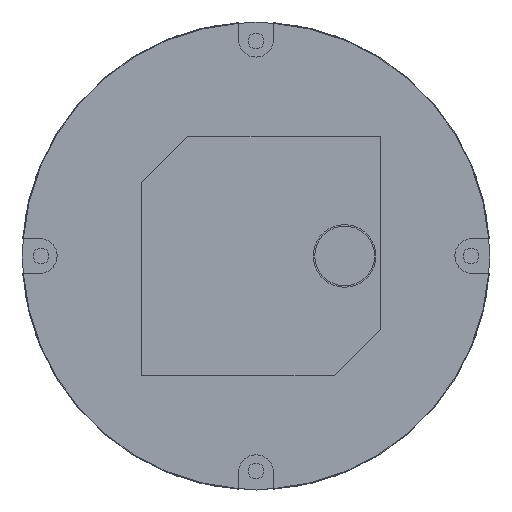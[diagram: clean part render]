
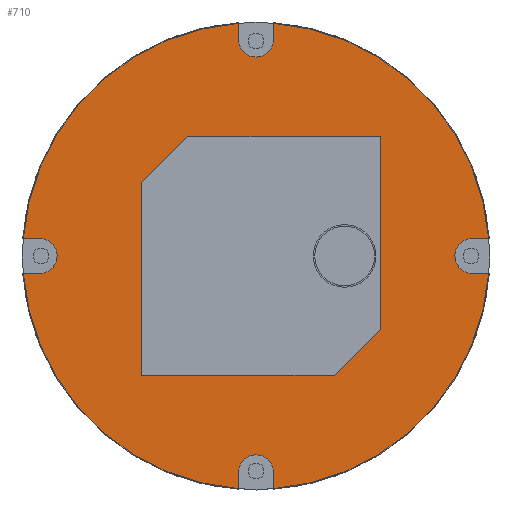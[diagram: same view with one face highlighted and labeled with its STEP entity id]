
A CAD part, top view. The second image highlights one B-rep face of the part: STEP entity #710.
In plain terms, the highlighted planar face has unit normal (0, 0, 1).
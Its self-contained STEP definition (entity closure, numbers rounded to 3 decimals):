
#710=ADVANCED_FACE('',(#1438,#1439),#1440,.T.);
#1438=FACE_BOUND('',#2184,.T.);
#1439=FACE_OUTER_BOUND('',#2185,.T.);
#1440=PLANE('',#2186);
#2184=EDGE_LOOP('',(#3993,#3994,#3995,#3996,#3997,#3998));
#2185=EDGE_LOOP('',(#3999,#4000,#4001,#4002,#4003,#4004,#4005,#4006,#4007,#4008,#4009,#4010,#4011,#4012,#4013,#4014,#4015,#4016,#4017,#4018));
#2186=AXIS2_PLACEMENT_3D('',#4019,#4020,#4021);
#3993=ORIENTED_EDGE('',*,*,#4718,.T.);
#3994=ORIENTED_EDGE('',*,*,#4722,.T.);
#3995=ORIENTED_EDGE('',*,*,#4726,.T.);
#3996=ORIENTED_EDGE('',*,*,#4705,.T.);
#3997=ORIENTED_EDGE('',*,*,#4710,.T.);
#3998=ORIENTED_EDGE('',*,*,#4714,.T.);
#3999=ORIENTED_EDGE('',*,*,#4729,.T.);
#4000=ORIENTED_EDGE('',*,*,#4759,.T.);
#4001=ORIENTED_EDGE('',*,*,#4786,.T.);
#4002=ORIENTED_EDGE('',*,*,#4686,.T.);
#4003=ORIENTED_EDGE('',*,*,#4788,.T.);
#4004=ORIENTED_EDGE('',*,*,#4783,.T.);
#4005=ORIENTED_EDGE('',*,*,#4780,.T.);
#4006=ORIENTED_EDGE('',*,*,#4775,.T.);
#4007=ORIENTED_EDGE('',*,*,#4691,.T.);
#4008=ORIENTED_EDGE('',*,*,#4778,.T.);
#4009=ORIENTED_EDGE('',*,*,#4772,.T.);
#4010=ORIENTED_EDGE('',*,*,#4769,.T.);
#4011=ORIENTED_EDGE('',*,*,#4764,.T.);
#4012=ORIENTED_EDGE('',*,*,#4696,.T.);
#4013=ORIENTED_EDGE('',*,*,#4767,.T.);
#4014=ORIENTED_EDGE('',*,*,#4761,.T.);
#4015=ORIENTED_EDGE('',*,*,#4755,.T.);
#4016=ORIENTED_EDGE('',*,*,#4734,.T.);
#4017=ORIENTED_EDGE('',*,*,#4701,.T.);
#4018=ORIENTED_EDGE('',*,*,#4739,.T.);
#4019=CARTESIAN_POINT('',(0.0,0.0,4.936));
#4020=DIRECTION('',(0.0,0.0,1.0));
#4021=DIRECTION('',(1.0,0.0,0.0));
#4686=EDGE_CURVE('',#5705,#5702,#5706,.T.);
#4691=EDGE_CURVE('',#5714,#5711,#5715,.T.);
#4696=EDGE_CURVE('',#5723,#5720,#5724,.T.);
#4701=EDGE_CURVE('',#5732,#5729,#5733,.T.);
#4705=EDGE_CURVE('',#5738,#5739,#5740,.T.);
#4710=EDGE_CURVE('',#5739,#5747,#5748,.T.);
#4714=EDGE_CURVE('',#5747,#5753,#5754,.T.);
#4718=EDGE_CURVE('',#5753,#5759,#5760,.T.);
#4722=EDGE_CURVE('',#5759,#5765,#5766,.T.);
#4726=EDGE_CURVE('',#5765,#5738,#5771,.T.);
#4729=EDGE_CURVE('',#5774,#5775,#5776,.T.);
#4734=EDGE_CURVE('',#5783,#5732,#5784,.T.);
#4739=EDGE_CURVE('',#5729,#5774,#5790,.T.);
#4755=EDGE_CURVE('',#5815,#5783,#5816,.T.);
#4759=EDGE_CURVE('',#5775,#5819,#5821,.T.);
#4761=EDGE_CURVE('',#5823,#5815,#5824,.T.);
#4764=EDGE_CURVE('',#5827,#5723,#5828,.T.);
#4767=EDGE_CURVE('',#5720,#5823,#5831,.T.);
#4769=EDGE_CURVE('',#5833,#5827,#5834,.T.);
#4772=EDGE_CURVE('',#5837,#5833,#5838,.T.);
#4775=EDGE_CURVE('',#5841,#5714,#5842,.T.);
#4778=EDGE_CURVE('',#5711,#5837,#5845,.T.);
#4780=EDGE_CURVE('',#5847,#5841,#5848,.T.);
#4783=EDGE_CURVE('',#5851,#5847,#5852,.T.);
#4786=EDGE_CURVE('',#5819,#5705,#5855,.T.);
#4788=EDGE_CURVE('',#5702,#5851,#5857,.T.);
#5702=VERTEX_POINT('',#6970);
#5705=VERTEX_POINT('',#6974);
#5706=CIRCLE('',#6975,3.0);
#5711=VERTEX_POINT('',#6981);
#5714=VERTEX_POINT('',#6985);
#5715=CIRCLE('',#6986,3.0);
#5720=VERTEX_POINT('',#6992);
#5723=VERTEX_POINT('',#6996);
#5724=CIRCLE('',#6997,3.0);
#5729=VERTEX_POINT('',#7003);
#5732=VERTEX_POINT('',#7007);
#5733=CIRCLE('',#7008,3.0);
#5738=VERTEX_POINT('',#7014);
#5739=VERTEX_POINT('',#7015);
#5740=LINE('',#7016,#7017);
#5747=VERTEX_POINT('',#7027);
#5748=LINE('',#7028,#7029);
#5753=VERTEX_POINT('',#7036);
#5754=LINE('',#7037,#7038);
#5759=VERTEX_POINT('',#7045);
#5760=LINE('',#7046,#7047);
#5765=VERTEX_POINT('',#7054);
#5766=LINE('',#7055,#7056);
#5771=LINE('',#7063,#7064);
#5774=VERTEX_POINT('',#7068);
#5775=VERTEX_POINT('',#7069);
#5776=LINE('',#7070,#7071);
#5783=VERTEX_POINT('',#7081);
#5784=LINE('',#7082,#7083);
#5790=CIRCLE('',#7091,3.0);
#5815=VERTEX_POINT('',#7122);
#5816=CIRCLE('',#7123,39.887);
#5819=VERTEX_POINT('',#7127);
#5821=CIRCLE('',#7130,39.887);
#5823=VERTEX_POINT('',#7132);
#5824=LINE('',#7133,#7134);
#5827=VERTEX_POINT('',#7138);
#5828=LINE('',#7139,#7140);
#5831=CIRCLE('',#7144,3.0);
#5833=VERTEX_POINT('',#7146);
#5834=CIRCLE('',#7147,39.887);
#5837=VERTEX_POINT('',#7151);
#5838=LINE('',#7152,#7153);
#5841=VERTEX_POINT('',#7157);
#5842=LINE('',#7158,#7159);
#5845=CIRCLE('',#7163,3.0);
#5847=VERTEX_POINT('',#7165);
#5848=CIRCLE('',#7166,39.887);
#5851=VERTEX_POINT('',#7170);
#5852=LINE('',#7171,#7172);
#5855=LINE('',#7176,#7177);
#5857=CIRCLE('',#7179,3.0);
#6970=CARTESIAN_POINT('',(34.0,0.,4.936));
#6974=CARTESIAN_POINT('',(37.0,-3.0,4.936));
#6975=AXIS2_PLACEMENT_3D('',#8096,#8097,#8098);
#6981=CARTESIAN_POINT('',(0.,34.0,4.936));
#6985=CARTESIAN_POINT('',(3.0,37.0,4.936));
#6986=AXIS2_PLACEMENT_3D('',#8104,#8105,#8106);
#6992=CARTESIAN_POINT('',(-34.0,0.,4.936));
#6996=CARTESIAN_POINT('',(-37.0,3.0,4.936));
#6997=AXIS2_PLACEMENT_3D('',#8112,#8113,#8114);
#7003=CARTESIAN_POINT('',(0.,-34.0,4.936));
#7007=CARTESIAN_POINT('',(-3.,-37.0,4.936));
#7008=AXIS2_PLACEMENT_3D('',#8120,#8121,#8122);
#7014=CARTESIAN_POINT('',(21.25,-12.5,4.936));
#7015=CARTESIAN_POINT('',(13.35,-20.4,4.936));
#7016=CARTESIAN_POINT('',(17.088,-16.663,4.936));
#7017=VECTOR('',#8127,1.0);
#7027=CARTESIAN_POINT('',(-19.55,-20.4,4.936));
#7028=CARTESIAN_POINT('',(0.425,-20.4,4.936));
#7029=VECTOR('',#8131,1.0);
#7036=CARTESIAN_POINT('',(-19.55,12.5,4.936));
#7037=CARTESIAN_POINT('',(-19.55,0.0,4.936));
#7038=VECTOR('',#8134,1.0);
#7045=CARTESIAN_POINT('',(-11.65,20.4,4.936));
#7046=CARTESIAN_POINT('',(-15.812,16.237,4.936));
#7047=VECTOR('',#8137,1.0);
#7054=CARTESIAN_POINT('',(21.25,20.4,4.936));
#7055=CARTESIAN_POINT('',(0.425,20.4,4.936));
#7056=VECTOR('',#8140,1.0);
#7063=CARTESIAN_POINT('',(21.25,0.0,4.936));
#7064=VECTOR('',#8143,1.0);
#7068=CARTESIAN_POINT('',(3.,-37.0,4.936));
#7069=CARTESIAN_POINT('',(3.,-39.774,4.936));
#7070=CARTESIAN_POINT('',(3.0,-19.25,4.936));
#7071=VECTOR('',#8145,1.0);
#7081=CARTESIAN_POINT('',(-3.,-39.774,4.936));
#7082=CARTESIAN_POINT('',(-3.0,-19.25,4.936));
#7083=VECTOR('',#8149,1.0);
#7091=AXIS2_PLACEMENT_3D('',#8155,#8156,#8157);
#7122=CARTESIAN_POINT('',(-39.774,-3.0,4.936));
#7123=AXIS2_PLACEMENT_3D('',#8185,#8186,#8187);
#7127=CARTESIAN_POINT('',(39.774,-3.0,4.936));
#7130=AXIS2_PLACEMENT_3D('',#8190,#8191,#8192);
#7132=CARTESIAN_POINT('',(-37.0,-3.0,4.936));
#7133=CARTESIAN_POINT('',(-19.25,-3.0,4.936));
#7134=VECTOR('',#8193,1.0);
#7138=CARTESIAN_POINT('',(-39.774,3.0,4.936));
#7139=CARTESIAN_POINT('',(-19.25,3.0,4.936));
#7140=VECTOR('',#8195,1.0);
#7144=AXIS2_PLACEMENT_3D('',#8197,#8198,#8199);
#7146=CARTESIAN_POINT('',(-3.0,39.774,4.936));
#7147=AXIS2_PLACEMENT_3D('',#8200,#8201,#8202);
#7151=CARTESIAN_POINT('',(-3.0,37.0,4.936));
#7152=CARTESIAN_POINT('',(-3.0,19.25,4.936));
#7153=VECTOR('',#8204,1.0);
#7157=CARTESIAN_POINT('',(3.0,39.774,4.936));
#7158=CARTESIAN_POINT('',(3.0,19.25,4.936));
#7159=VECTOR('',#8206,1.0);
#7163=AXIS2_PLACEMENT_3D('',#8208,#8209,#8210);
#7165=CARTESIAN_POINT('',(39.774,3.0,4.936));
#7166=AXIS2_PLACEMENT_3D('',#8211,#8212,#8213);
#7170=CARTESIAN_POINT('',(37.0,3.0,4.936));
#7171=CARTESIAN_POINT('',(19.25,3.0,4.936));
#7172=VECTOR('',#8215,1.0);
#7176=CARTESIAN_POINT('',(19.25,-3.0,4.936));
#7177=VECTOR('',#8217,1.0);
#7179=AXIS2_PLACEMENT_3D('',#8218,#8219,#8220);
#8096=CARTESIAN_POINT('',(37.0,0.0,4.936));
#8097=DIRECTION('',(-0.0,0.0,-1.0));
#8098=DIRECTION('',(-1.0,0.,0.0));
#8104=CARTESIAN_POINT('',(0.,37.0,4.936));
#8105=DIRECTION('',(-0.0,0.0,-1.0));
#8106=DIRECTION('',(0.,-1.0,0.0));
#8112=CARTESIAN_POINT('',(-37.0,0.,4.936));
#8113=DIRECTION('',(0.0,-0.0,-1.0));
#8114=DIRECTION('',(1.0,0.,0.0));
#8120=CARTESIAN_POINT('',(0.,-37.0,4.936));
#8121=DIRECTION('',(0.0,0.0,-1.0));
#8122=DIRECTION('',(0.,1.0,0.0));
#8127=DIRECTION('',(-0.707,-0.707,0.0));
#8131=DIRECTION('',(-1.0,0.0,0.0));
#8134=DIRECTION('',(0.0,1.0,0.0));
#8137=DIRECTION('',(0.707,0.707,-0.0));
#8140=DIRECTION('',(1.0,0.0,-0.0));
#8143=DIRECTION('',(0.0,-1.0,0.0));
#8145=DIRECTION('',(0.,-1.0,0.0));
#8149=DIRECTION('',(0.,1.0,-0.0));
#8155=CARTESIAN_POINT('',(0.,-37.0,4.936));
#8156=DIRECTION('',(0.0,0.0,-1.0));
#8157=DIRECTION('',(0.,1.0,0.0));
#8185=CARTESIAN_POINT('',(0.0,0.0,4.936));
#8186=DIRECTION('',(0.0,0.0,1.0));
#8187=DIRECTION('',(1.0,0.0,0.0));
#8190=CARTESIAN_POINT('',(0.0,0.0,4.936));
#8191=DIRECTION('',(0.0,0.0,1.0));
#8192=DIRECTION('',(1.0,0.0,0.0));
#8193=DIRECTION('',(-1.0,0.,0.0));
#8195=DIRECTION('',(1.0,0.,0.0));
#8197=CARTESIAN_POINT('',(-37.0,0.,4.936));
#8198=DIRECTION('',(0.0,-0.0,-1.0));
#8199=DIRECTION('',(1.0,0.,0.0));
#8200=CARTESIAN_POINT('',(0.0,0.0,4.936));
#8201=DIRECTION('',(0.0,0.0,1.0));
#8202=DIRECTION('',(1.0,0.0,0.0));
#8204=DIRECTION('',(0.,1.0,-0.0));
#8206=DIRECTION('',(0.,-1.0,0.0));
#8208=CARTESIAN_POINT('',(0.,37.0,4.936));
#8209=DIRECTION('',(-0.0,0.0,-1.0));
#8210=DIRECTION('',(0.,-1.0,0.0));
#8211=CARTESIAN_POINT('',(0.0,0.0,4.936));
#8212=DIRECTION('',(0.0,0.0,1.0));
#8213=DIRECTION('',(1.0,0.0,0.0));
#8215=DIRECTION('',(1.0,0.,0.0));
#8217=DIRECTION('',(-1.0,0.,0.0));
#8218=CARTESIAN_POINT('',(37.0,0.0,4.936));
#8219=DIRECTION('',(-0.0,0.0,-1.0));
#8220=DIRECTION('',(-1.0,0.,0.0));
